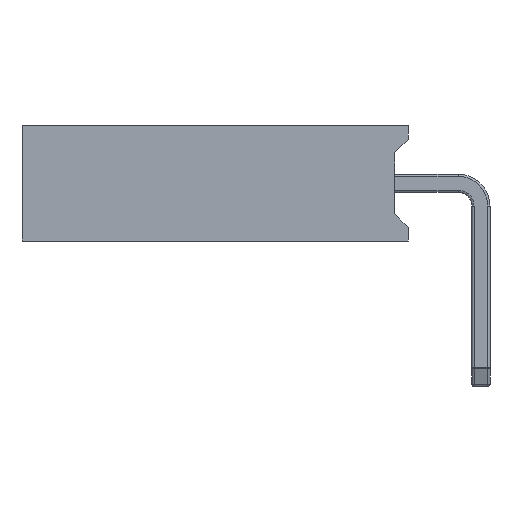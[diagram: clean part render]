
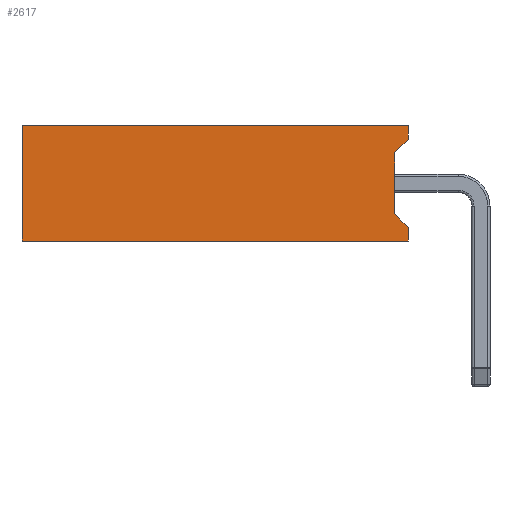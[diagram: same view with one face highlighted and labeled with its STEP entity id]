
A CAD part, left-side view. The second image highlights one B-rep face of the part: STEP entity #2617.
In plain terms, the highlighted planar face has unit normal (-1, 0, 0).
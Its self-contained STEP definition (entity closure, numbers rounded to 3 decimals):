
#110=PLANE('',#2855);
#185=FACE_OUTER_BOUND('',#348,.T.);
#348=EDGE_LOOP('',(#1717,#1718,#1719,#1720,#1721,#1722,#1723,#1724));
#515=LINE('',#4103,#713);
#519=LINE('',#4111,#717);
#525=LINE('',#4126,#723);
#536=LINE('',#4146,#734);
#537=LINE('',#4149,#735);
#540=LINE('',#4155,#738);
#541=LINE('',#4157,#739);
#542=LINE('',#4158,#740);
#713=VECTOR('',#3239,10.);
#717=VECTOR('',#3245,10.);
#723=VECTOR('',#3257,10.);
#734=VECTOR('',#3274,10.);
#735=VECTOR('',#3277,10.);
#738=VECTOR('',#3282,10.);
#739=VECTOR('',#3283,10.);
#740=VECTOR('',#3284,10.);
#1067=VERTEX_POINT('',#4101);
#1068=VERTEX_POINT('',#4102);
#1071=VERTEX_POINT('',#4110);
#1077=VERTEX_POINT('',#4125);
#1083=VERTEX_POINT('',#4144);
#1084=VERTEX_POINT('',#4148);
#1086=VERTEX_POINT('',#4154);
#1087=VERTEX_POINT('',#4156);
#1291=EDGE_CURVE('',#1067,#1068,#515,.T.);
#1295=EDGE_CURVE('',#1071,#1068,#519,.T.);
#1303=EDGE_CURVE('',#1071,#1077,#525,.T.);
#1314=EDGE_CURVE('',#1067,#1083,#536,.T.);
#1315=EDGE_CURVE('',#1084,#1077,#537,.T.);
#1318=EDGE_CURVE('',#1083,#1086,#540,.T.);
#1319=EDGE_CURVE('',#1087,#1086,#541,.T.);
#1320=EDGE_CURVE('',#1084,#1087,#542,.T.);
#1717=ORIENTED_EDGE('',*,*,#1295,.T.);
#1718=ORIENTED_EDGE('',*,*,#1291,.F.);
#1719=ORIENTED_EDGE('',*,*,#1314,.T.);
#1720=ORIENTED_EDGE('',*,*,#1318,.T.);
#1721=ORIENTED_EDGE('',*,*,#1319,.F.);
#1722=ORIENTED_EDGE('',*,*,#1320,.F.);
#1723=ORIENTED_EDGE('',*,*,#1315,.T.);
#1724=ORIENTED_EDGE('',*,*,#1303,.F.);
#2617=ADVANCED_FACE('',(#185),#110,.T.);
#2855=AXIS2_PLACEMENT_3D('',#4153,#3280,#3281);
#3239=DIRECTION('',(0.,0.707,-0.707));
#3245=DIRECTION('',(0.,0.,1.));
#3257=DIRECTION('',(0.,-0.707,-0.707));
#3274=DIRECTION('',(0.,0.,1.));
#3277=DIRECTION('',(0.,0.,1.));
#3280=DIRECTION('center_axis',(-1.,0.,0.));
#3281=DIRECTION('ref_axis',(0.,0.,
1.));
#3282=DIRECTION('',(0.,1.,0.));
#3283=DIRECTION('',(0.,0.,1.));
#3284=DIRECTION('',(0.,1.,0.));
#4101=CARTESIAN_POINT('',(-1.27,1.6,2.24));
#4102=CARTESIAN_POINT('',(-1.27,1.9,1.94));
#4103=CARTESIAN_POINT('',(-1.27,2.235,1.605));
#4110=CARTESIAN_POINT('',(-1.27,1.9,0.6));
#4111=CARTESIAN_POINT('',(-1.27,1.9,0.635));
#4125=CARTESIAN_POINT('',(-1.27,1.6,0.3));
#4126=CARTESIAN_POINT('',(-1.27,1.6,0.3));
#4144=CARTESIAN_POINT('',(-1.27,1.6,2.54));
#4146=CARTESIAN_POINT('',(-1.27,1.6,0.));
#4148=CARTESIAN_POINT('',(-1.27,1.6,0.));
#4149=CARTESIAN_POINT('',(-1.27,1.6,0.));
#4153=CARTESIAN_POINT('Origin',(-1.27,1.6,0.));
#4154=CARTESIAN_POINT('',(-1.27,10.1,2.54));
#4155=CARTESIAN_POINT('',(-1.27,1.6,2.54));
#4156=CARTESIAN_POINT('',(-1.27,10.1,0.));
#4157=CARTESIAN_POINT('',(-1.27,10.1,0.));
#4158=CARTESIAN_POINT('',(-1.27,1.6,0.));
